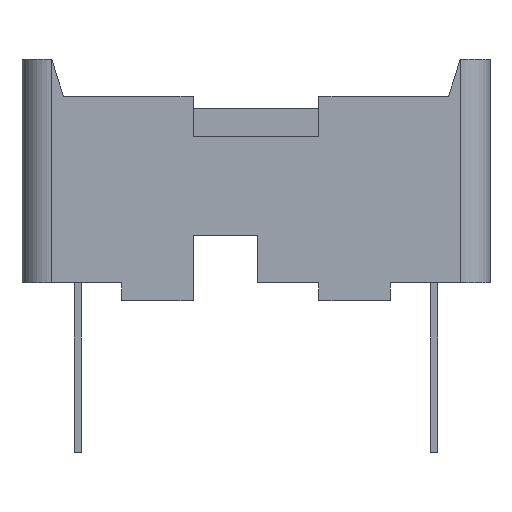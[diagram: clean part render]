
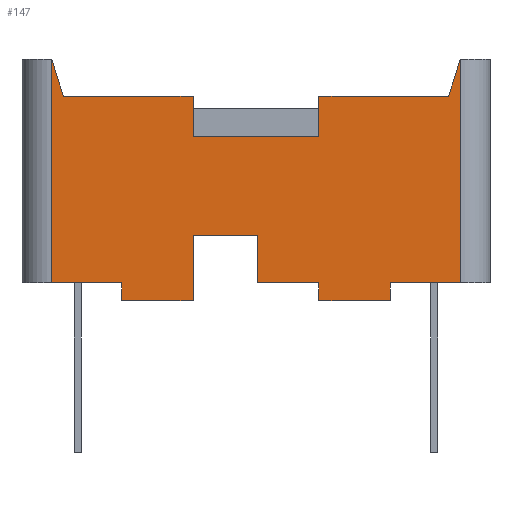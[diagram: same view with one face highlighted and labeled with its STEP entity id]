
A CAD part, left-side view. The second image highlights one B-rep face of the part: STEP entity #147.
In plain terms, the highlighted planar face has unit normal (-1, 0, 0).
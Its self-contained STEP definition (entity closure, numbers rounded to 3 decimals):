
#147=ADVANCED_FACE('',(#768),#769,.T.);
#768=FACE_OUTER_BOUND('',#1844,.T.);
#769=PLANE('',#1845);
#1844=EDGE_LOOP('',(#3643,#3644,#3645,#3646,#3647,#3648,#3649,#3650,#3651,#3652,#3653,#3654,#3655,#3656,#3657,#3658,#3659,#3660,#3661,#3662));
#1845=AXIS2_PLACEMENT_3D('',#3663,#3664,#3665);
#3643=ORIENTED_EDGE('',*,*,#7587,.T.);
#3644=ORIENTED_EDGE('',*,*,#7401,.F.);
#3645=ORIENTED_EDGE('',*,*,#7376,.F.);
#3646=ORIENTED_EDGE('',*,*,#7588,.T.);
#3647=ORIENTED_EDGE('',*,*,#7589,.T.);
#3648=ORIENTED_EDGE('',*,*,#7590,.T.);
#3649=ORIENTED_EDGE('',*,*,#7591,.T.);
#3650=ORIENTED_EDGE('',*,*,#7592,.T.);
#3651=ORIENTED_EDGE('',*,*,#7593,.F.);
#3652=ORIENTED_EDGE('',*,*,#7594,.F.);
#3653=ORIENTED_EDGE('',*,*,#7595,.T.);
#3654=ORIENTED_EDGE('',*,*,#7596,.T.);
#3655=ORIENTED_EDGE('',*,*,#7597,.T.);
#3656=ORIENTED_EDGE('',*,*,#7598,.T.);
#3657=ORIENTED_EDGE('',*,*,#7599,.T.);
#3658=ORIENTED_EDGE('',*,*,#7600,.F.);
#3659=ORIENTED_EDGE('',*,*,#7561,.F.);
#3660=ORIENTED_EDGE('',*,*,#7584,.F.);
#3661=ORIENTED_EDGE('',*,*,#7601,.T.);
#3662=ORIENTED_EDGE('',*,*,#7602,.T.);
#3663=CARTESIAN_POINT('',(-8.827,4.369,0.0));
#3664=DIRECTION('',(-1.0,0.0,0.0));
#3665=DIRECTION('',(0.0,0.0,1.0));
#7376=EDGE_CURVE('',#8899,#9042,#9043,.T.);
#7401=EDGE_CURVE('',#9042,#9085,#9086,.T.);
#7561=EDGE_CURVE('',#9340,#8921,#9342,.T.);
#7584=EDGE_CURVE('',#9377,#9340,#9379,.T.);
#7587=EDGE_CURVE('',#9382,#9085,#9383,.T.);
#7588=EDGE_CURVE('',#8899,#9384,#9385,.T.);
#7589=EDGE_CURVE('',#9384,#9386,#9387,.T.);
#7590=EDGE_CURVE('',#9386,#9388,#9389,.T.);
#7591=EDGE_CURVE('',#9388,#9390,#9391,.T.);
#7592=EDGE_CURVE('',#9390,#9392,#9393,.T.);
#7593=EDGE_CURVE('',#9394,#9392,#9395,.T.);
#7594=EDGE_CURVE('',#9396,#9394,#9397,.T.);
#7595=EDGE_CURVE('',#9396,#9398,#9399,.T.);
#7596=EDGE_CURVE('',#9398,#9400,#9401,.T.);
#7597=EDGE_CURVE('',#9400,#9402,#9403,.T.);
#7598=EDGE_CURVE('',#9402,#9404,#9405,.T.);
#7599=EDGE_CURVE('',#9404,#9406,#9407,.T.);
#7600=EDGE_CURVE('',#8921,#9406,#9408,.T.);
#7601=EDGE_CURVE('',#9377,#9409,#9410,.T.);
#7602=EDGE_CURVE('',#9409,#9382,#9411,.T.);
#8899=VERTEX_POINT('',#11380);
#8921=VERTEX_POINT('',#11412);
#9042=VERTEX_POINT('',#11596);
#9043=LINE('',#11597,#11598);
#9085=VERTEX_POINT('',#11664);
#9086=LINE('',#11665,#11666);
#9340=VERTEX_POINT('',#12070);
#9342=LINE('',#12073,#12074);
#9377=VERTEX_POINT('',#12130);
#9379=LINE('',#12133,#12134);
#9382=VERTEX_POINT('',#12139);
#9383=LINE('',#12140,#12141);
#9384=VERTEX_POINT('',#12142);
#9385=LINE('',#12143,#12144);
#9386=VERTEX_POINT('',#12145);
#9387=LINE('',#12146,#12147);
#9388=VERTEX_POINT('',#12148);
#9389=LINE('',#12149,#12150);
#9390=VERTEX_POINT('',#12151);
#9391=LINE('',#12152,#12153);
#9392=VERTEX_POINT('',#12154);
#9393=LINE('',#12155,#12156);
#9394=VERTEX_POINT('',#12157);
#9395=LINE('',#12158,#12159);
#9396=VERTEX_POINT('',#12160);
#9397=LINE('',#12161,#12162);
#9398=VERTEX_POINT('',#12163);
#9399=LINE('',#12164,#12165);
#9400=VERTEX_POINT('',#12166);
#9401=LINE('',#12167,#12168);
#9402=VERTEX_POINT('',#12169);
#9403=LINE('',#12170,#12171);
#9404=VERTEX_POINT('',#12172);
#9405=LINE('',#12173,#12174);
#9406=VERTEX_POINT('',#12175);
#9407=LINE('',#12176,#12177);
#9408=LINE('',#12178,#12179);
#9409=VERTEX_POINT('',#12180);
#9410=LINE('',#12181,#12182);
#9411=LINE('',#12183,#12184);
#11380=CARTESIAN_POINT('',(-8.827,4.369,0.));
#11412=CARTESIAN_POINT('',(-8.827,-4.369,0.));
#11596=CARTESIAN_POINT('',(-8.827,4.115,-0.787));
#11597=CARTESIAN_POINT('',(-8.827,4.369,0.));
#11598=VECTOR('',#15031,0.827);
#11664=CARTESIAN_POINT('',(-8.827,1.346,-0.787));
#11665=CARTESIAN_POINT('',(-8.827,4.115,-0.787));
#11666=VECTOR('',#15056,2.769);
#12070=CARTESIAN_POINT('',(-8.827,-4.115,-0.787));
#12073=CARTESIAN_POINT('',(-8.827,-4.115,-0.787));
#12074=VECTOR('',#15232,0.827);
#12130=CARTESIAN_POINT('',(-8.827,-1.346,-0.787));
#12133=CARTESIAN_POINT('',(-8.827,-1.346,-0.787));
#12134=VECTOR('',#15255,2.769);
#12139=CARTESIAN_POINT('',(-8.827,1.346,-1.651));
#12140=CARTESIAN_POINT('',(-8.827,1.346,-1.651));
#12141=VECTOR('',#15258,0.864);
#12142=CARTESIAN_POINT('',(-8.827,4.369,-4.775));
#12143=CARTESIAN_POINT('',(-8.827,4.369,0.));
#12144=VECTOR('',#15259,4.775);
#12145=CARTESIAN_POINT('',(-8.827,2.87,-4.775));
#12146=CARTESIAN_POINT('',(-8.827,4.369,-4.775));
#12147=VECTOR('',#15260,1.499);
#12148=CARTESIAN_POINT('',(-8.827,2.87,-5.156));
#12149=CARTESIAN_POINT('',(-8.827,2.87,-4.775));
#12150=VECTOR('',#15261,0.381);
#12151=CARTESIAN_POINT('',(-8.827,1.346,-5.156));
#12152=CARTESIAN_POINT('',(-8.827,2.87,-5.156));
#12153=VECTOR('',#15262,1.524);
#12154=CARTESIAN_POINT('',(-8.827,1.346,-3.759));
#12155=CARTESIAN_POINT('',(-8.827,1.346,-5.156));
#12156=VECTOR('',#15263,1.397);
#12157=CARTESIAN_POINT('',(-8.827,-0.025,-3.759));
#12158=CARTESIAN_POINT('',(-8.827,-0.025,-3.759));
#12159=VECTOR('',#15264,1.372);
#12160=CARTESIAN_POINT('',(-8.827,-0.025,-4.775));
#12161=CARTESIAN_POINT('',(-8.827,-0.025,-4.775));
#12162=VECTOR('',#15265,1.016);
#12163=CARTESIAN_POINT('',(-8.827,-1.346,-4.775));
#12164=CARTESIAN_POINT('',(-8.827,-0.025,-4.775));
#12165=VECTOR('',#15266,1.321);
#12166=CARTESIAN_POINT('',(-8.827,-1.346,-5.156));
#12167=CARTESIAN_POINT('',(-8.827,-1.346,-4.775));
#12168=VECTOR('',#15267,0.381);
#12169=CARTESIAN_POINT('',(-8.827,-2.87,-5.156));
#12170=CARTESIAN_POINT('',(-8.827,-1.346,-5.156));
#12171=VECTOR('',#15268,1.524);
#12172=CARTESIAN_POINT('',(-8.827,-2.87,-4.775));
#12173=CARTESIAN_POINT('',(-8.827,-2.87,-5.156));
#12174=VECTOR('',#15269,0.381);
#12175=CARTESIAN_POINT('',(-8.827,-4.369,-4.775));
#12176=CARTESIAN_POINT('',(-8.827,-2.87,-4.775));
#12177=VECTOR('',#15270,1.499);
#12178=CARTESIAN_POINT('',(-8.827,-4.369,0.));
#12179=VECTOR('',#15271,4.775);
#12180=CARTESIAN_POINT('',(-8.827,-1.346,-1.651));
#12181=CARTESIAN_POINT('',(-8.827,-1.346,-0.787));
#12182=VECTOR('',#15272,0.864);
#12183=CARTESIAN_POINT('',(-8.827,-1.346,-1.651));
#12184=VECTOR('',#15273,2.692);
#15031=DIRECTION('',(0.0,-0.307,-0.952));
#15056=DIRECTION('',(0.0,-1.0,0.0));
#15232=DIRECTION('',(0.0,-0.307,0.952));
#15255=DIRECTION('',(0.0,-1.0,0.0));
#15258=DIRECTION('',(0.0,0.0,1.0));
#15259=DIRECTION('',(0.0,0.0,-1.0));
#15260=DIRECTION('',(0.0,-1.0,0.0));
#15261=DIRECTION('',(0.0,0.0,-1.0));
#15262=DIRECTION('',(0.0,-1.0,0.0));
#15263=DIRECTION('',(0.0,0.0,1.0));
#15264=DIRECTION('',(0.0,1.0,0.0));
#15265=DIRECTION('',(0.0,0.0,1.0));
#15266=DIRECTION('',(0.0,-1.0,0.0));
#15267=DIRECTION('',(0.0,0.0,-1.0));
#15268=DIRECTION('',(0.0,-1.0,0.0));
#15269=DIRECTION('',(0.0,0.0,1.0));
#15270=DIRECTION('',(0.0,-1.0,0.0));
#15271=DIRECTION('',(0.0,0.0,-1.0));
#15272=DIRECTION('',(0.0,0.0,-1.0));
#15273=DIRECTION('',(0.0,1.0,0.0));
